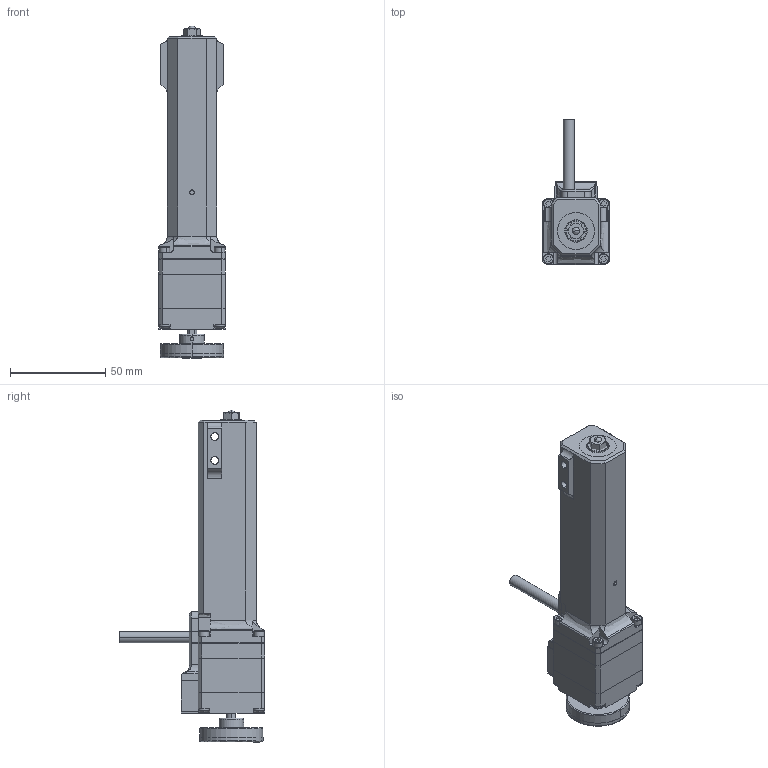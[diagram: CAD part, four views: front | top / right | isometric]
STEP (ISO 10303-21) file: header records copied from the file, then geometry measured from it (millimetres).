
FILE_DESCRIPTION (( 'STEP AP214' ), '1' );
FILE_NAME ('DRV250 - 50mm Trapezoidal Stepper Motor Drive.STEP', '2019-12-05T09:55:18', ( '' ), ( '' ), 'SwSTEP 2.0', 'SolidWorks 2019', '' );
FILE_SCHEMA (( 'AUTOMOTIVE_DESIGN' ));
Length unit declared in the file: millimetre
Products named in the file (1): DRV250 - 50mm Trapezoidal Stepper Motor Drive
Bounding box: 35 x 76.46 x 174.6 mm (x, y, z)
Volume: 137879.5 mm3; surface area: 62701.3 mm2
Topology: 22 solids, 22 shells, 1014 faces, 2597 edges, 1692 vertices
Faces by surface type: plane 584, bspline 430
Entity records: 38923 total; most frequent: CARTESIAN_POINT 13730, ORIENTED_EDGE 5170, DIRECTION 4193, EDGE_CURVE 2585, LINE 1717, VECTOR 1717, VERTEX_POINT 1692, AXIS2_PLACEMENT_3D 1238
